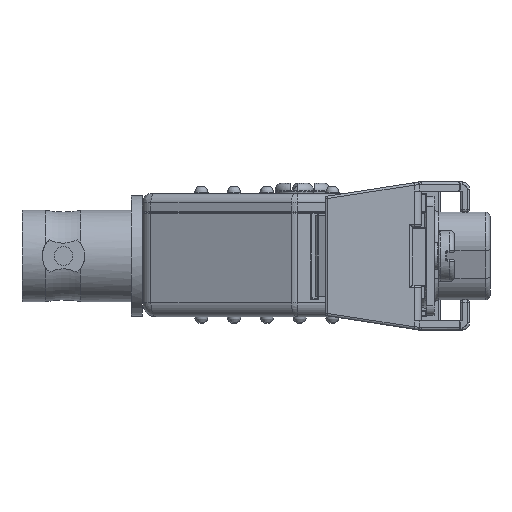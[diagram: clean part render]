
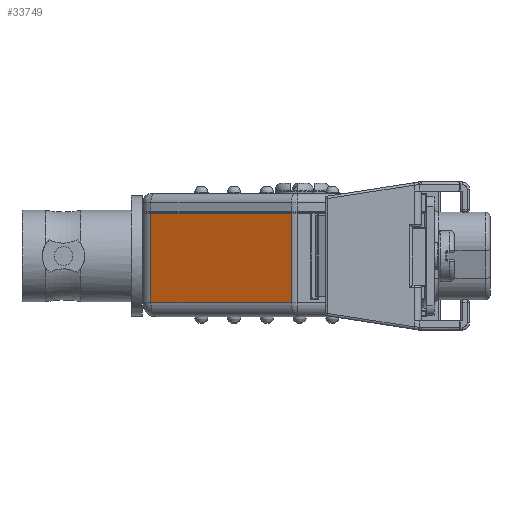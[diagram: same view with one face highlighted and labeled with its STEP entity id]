
A CAD part, left-side view. The second image highlights one B-rep face of the part: STEP entity #33749.
In plain terms, the highlighted planar face has unit normal (-0.916, 0.401, 0).
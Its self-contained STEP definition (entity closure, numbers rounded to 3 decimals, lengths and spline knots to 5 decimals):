
#987=PLANE('',#36459);
#2133=LINE('',#58790,#3928);
#2152=LINE('',#58854,#3947);
#2153=LINE('',#58858,#3948);
#2154=LINE('',#58859,#3949);
#3928=VECTOR('',#41907,0.3937);
#3947=VECTOR('',#41998,0.3937);
#3948=VECTOR('',#42003,0.3937);
#3949=VECTOR('',#42004,0.3937);
#6341=FACE_OUTER_BOUND('',#8503,.T.);
#8503=EDGE_LOOP('',(#23993,#23994,#23995,#23996));
#14505=VERTEX_POINT('',#58780);
#14507=VERTEX_POINT('',#58786);
#14517=VERTEX_POINT('',#58853);
#14518=VERTEX_POINT('',#58857);
#18047=EDGE_CURVE('',#14505,#14507,#2133,.T.);
#18080=EDGE_CURVE('',#14507,#14517,#2152,.T.);
#18082=EDGE_CURVE('',#14518,#14505,#2153,.T.);
#18083=EDGE_CURVE('',#14517,#14518,#2154,.T.);
#23993=ORIENTED_EDGE('',*,*,#18047,.F.);
#23994=ORIENTED_EDGE('',*,*,#18082,.F.);
#23995=ORIENTED_EDGE('',*,*,#18083,.F.);
#23996=ORIENTED_EDGE('',*,*,#18080,.F.);
#33749=ADVANCED_FACE('',(#6341),#987,.T.);
#36459=AXIS2_PLACEMENT_3D('',#58856,#42001,#42002);
#41907=DIRECTION('',(-0.401,-0.916,0.));
#41998=DIRECTION('',(0.,0.,-1.));
#42001=DIRECTION('center_axis',(-0.916,0.401,0.));
#42002=DIRECTION('ref_axis',(0.,0.,
1.));
#42003=DIRECTION('',(0.,0.,1.));
#42004=DIRECTION('',(0.401,0.916,0.));
#58780=CARTESIAN_POINT('',(-0.80489,1.40822,0.17606));
#58786=CARTESIAN_POINT('',(-1.06005,0.825,0.17606));
#58790=CARTESIAN_POINT('',(-0.98111,1.00542,0.17606));
#58853=CARTESIAN_POINT('',(-1.06005,0.825,-0.19402));
#58854=CARTESIAN_POINT('',(-1.06005,0.825,-0.25307));
#58856=CARTESIAN_POINT('Origin',(-1.065,0.81368,-0.25307));
#58857=CARTESIAN_POINT('',(-0.80489,1.40822,-0.19402));
#58858=CARTESIAN_POINT('',(-0.80489,1.40822,-0.25307));
#58859=CARTESIAN_POINT('',(-0.98111,1.00542,-0.19402));
